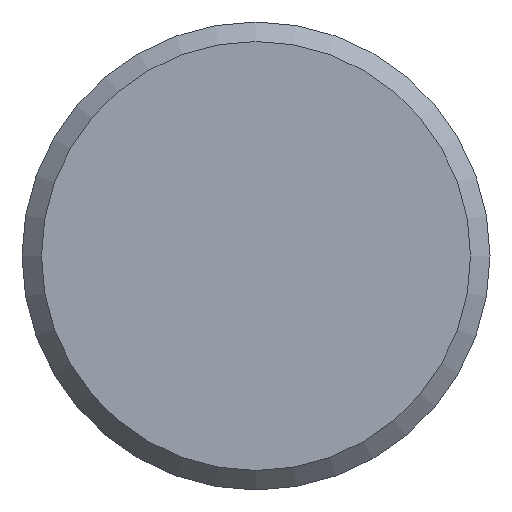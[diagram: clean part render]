
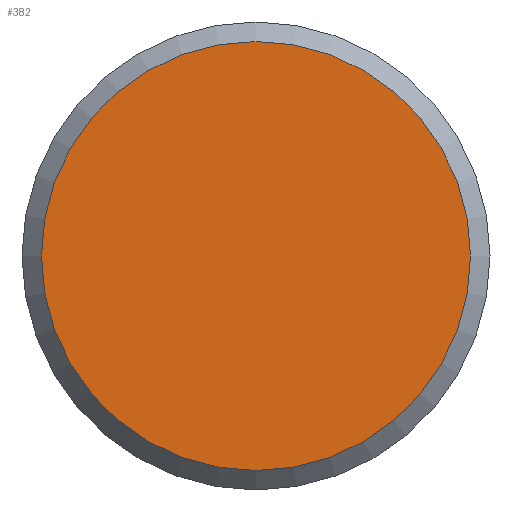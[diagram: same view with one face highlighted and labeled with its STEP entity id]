
A CAD part, front view. The second image highlights one B-rep face of the part: STEP entity #382.
In plain terms, the highlighted planar face has unit normal (0, -1, 0).
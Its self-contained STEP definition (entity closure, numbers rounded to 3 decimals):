
#78=FACE_OUTER_BOUND('',#102,.T.);
#102=EDGE_LOOP('',(#245));
#132=CIRCLE('',#427,8.25);
#159=VERTEX_POINT('',#603);
#194=EDGE_CURVE('',#159,#159,#132,.T.);
#245=ORIENTED_EDGE('',*,*,#194,.T.);
#347=PLANE('',#426);
#382=ADVANCED_FACE('',(#78),#347,.T.);
#426=AXIS2_PLACEMENT_3D('',#602,#479,#480);
#427=AXIS2_PLACEMENT_3D('',#604,#481,#482);
#479=DIRECTION('center_axis',(0.,-1.,0.));
#480=DIRECTION('ref_axis',(0.,0.,-1.));
#481=DIRECTION('center_axis',(0.,-1.,0.));
#482=DIRECTION('ref_axis',(1.,0.,0.));
#602=CARTESIAN_POINT('Origin',(4.125,0.,0.));
#603=CARTESIAN_POINT('',(-8.25,0.,0.));
#604=CARTESIAN_POINT('Origin',(0.,0.,
0.));
